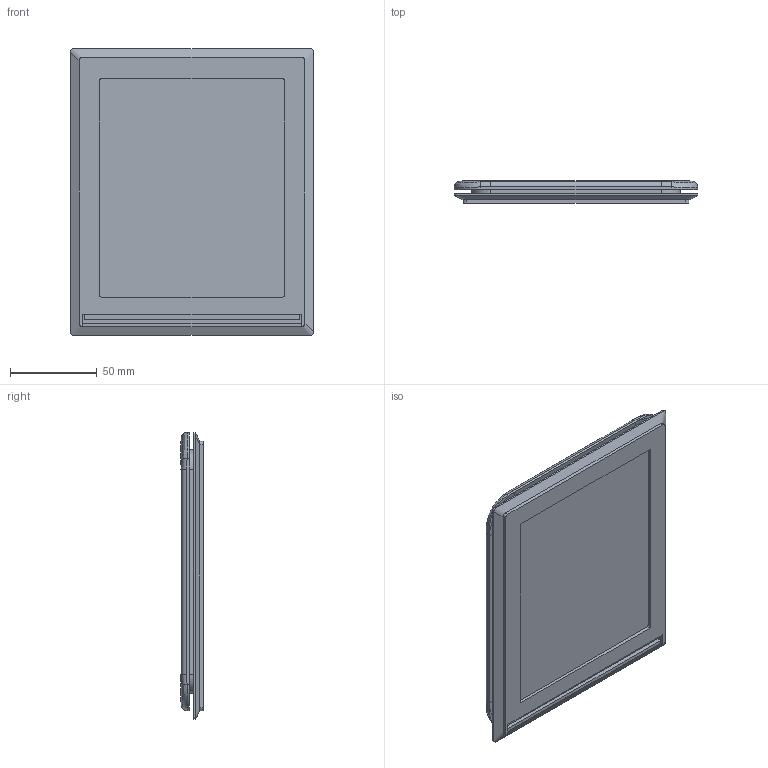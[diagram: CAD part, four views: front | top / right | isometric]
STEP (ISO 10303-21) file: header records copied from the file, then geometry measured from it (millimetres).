
FILE_DESCRIPTION (( 'STEP AP203' ), '1' );
FILE_NAME ('sone3D.STEP', '2014-01-17T08:08:47', ( '' ), ( '' ), 'SwSTEP 2.0', 'SolidWorks 2012', '' );
FILE_SCHEMA (( 'CONFIG_CONTROL_DESIGN' ));
Length unit declared in the file: millimetre
Products named in the file (3): sone3D; C-164-15乣16傾僋儕儖斅_C-164-15; C-164-15乣16憢榞_C-164-15
Assembly tree (2 placements, depth 2):
  sone3D
    C-164-15乣16憢榞_C-164-15
    C-164-15乣16傾僋儕儖斅_C-164-15
Bounding box: 140 x 12.94 x 165 mm (x, y, z)
Volume: 105436.9 mm3; surface area: 91147.2 mm2
Topology: 2 solids, 2 shells, 125 faces, 293 edges, 172 vertices
Faces by surface type: plane 51, cylinder 44, bspline 14, torus 12, cone 4
Entity records: 4778 total; most frequent: CARTESIAN_POINT 1671, DIRECTION 591, ORIENTED_EDGE 586, EDGE_CURVE 293, AXIS2_PLACEMENT_3D 212, VERTEX_POINT 172, VECTOR 167, LINE 167
